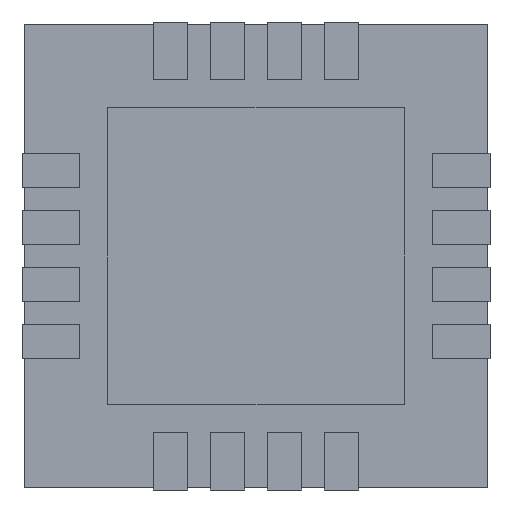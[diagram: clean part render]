
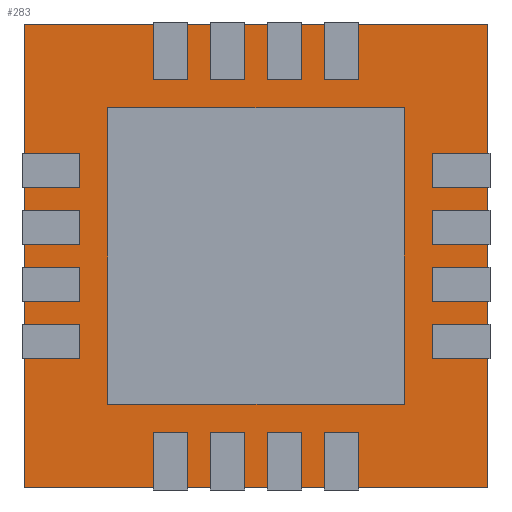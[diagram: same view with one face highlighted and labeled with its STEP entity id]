
A CAD part, front view. The second image highlights one B-rep face of the part: STEP entity #283.
In plain terms, the highlighted planar face has unit normal (0, -1, 0).
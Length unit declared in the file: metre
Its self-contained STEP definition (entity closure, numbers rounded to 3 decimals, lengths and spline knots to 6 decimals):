
#283 = ADVANCED_FACE( '', ( #620 ), #621, .F. );
#620 = FACE_OUTER_BOUND( '', #1044, .T. );
#621 = PLANE( '', #1045 );
#1044 = EDGE_LOOP( '', ( #1568, #1569, #1570, #1571 ) );
#1045 = AXIS2_PLACEMENT_3D( '', #1572, #1573, #1574 );
#1568 = ORIENTED_EDGE( '', *, *, #2330, .F. );
#1569 = ORIENTED_EDGE( '', *, *, #2235, .F. );
#1570 = ORIENTED_EDGE( '', *, *, #2331, .F. );
#1571 = ORIENTED_EDGE( '', *, *, #2332, .F. );
#1572 = CARTESIAN_POINT( '', ( -0.00073, 0.000008, 0.00073 ) );
#1573 = DIRECTION( '', ( 0., 1., 0. ) );
#1574 = DIRECTION( '', ( 0., 0., 1. ) );
#2235 = EDGE_CURVE( '', #2597, #2592, #2599, .T. );
#2330 = EDGE_CURVE( '', #2592, #2756, #2757, .T. );
#2331 = EDGE_CURVE( '', #2758, #2597, #2759, .T. );
#2332 = EDGE_CURVE( '', #2756, #2758, #2760, .T. );
#2592 = VERTEX_POINT( '', #3099 );
#2597 = VERTEX_POINT( '', #3106 );
#2599 = LINE( '', #3109, #3110 );
#2756 = VERTEX_POINT( '', #3339 );
#2757 = LINE( '', #3340, #3341 );
#2758 = VERTEX_POINT( '', #3342 );
#2759 = LINE( '', #3343, #3344 );
#2760 = LINE( '', #3345, #3346 );
#3099 = CARTESIAN_POINT( '', ( -0.00073, 0.000008, -0.00333 ) );
#3106 = CARTESIAN_POINT( '', ( 0.00333, 0.000008, -0.00333 ) );
#3109 = CARTESIAN_POINT( '', ( -0.00073, 0.000008, -0.00333 ) );
#3110 = VECTOR( '', #3718, 1. );
#3339 = CARTESIAN_POINT( '', ( -0.00073, 0.000008, 0.00073 ) );
#3340 = CARTESIAN_POINT( '', ( -0.00073, 0.000008, -0.00333 ) );
#3341 = VECTOR( '', #3791, 1. );
#3342 = CARTESIAN_POINT( '', ( 0.00333, 0.000008, 0.00073 ) );
#3343 = CARTESIAN_POINT( '', ( 0.00333, 0.000008, -0.00333 ) );
#3344 = VECTOR( '', #3792, 1. );
#3345 = CARTESIAN_POINT( '', ( -0.00073, 0.000008, 0.00073 ) );
#3346 = VECTOR( '', #3793, 1. );
#3718 = DIRECTION( '', ( -1., 0., 0. ) );
#3791 = DIRECTION( '', ( 0., 0., 1. ) );
#3792 = DIRECTION( '', ( 0., 0., -1. ) );
#3793 = DIRECTION( '', ( 1., 0., 0. ) );
